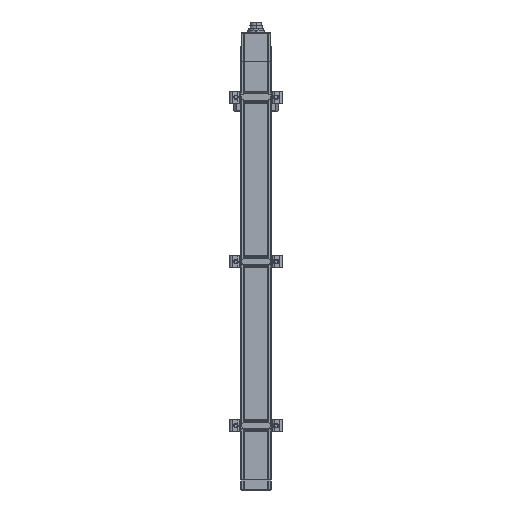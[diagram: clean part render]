
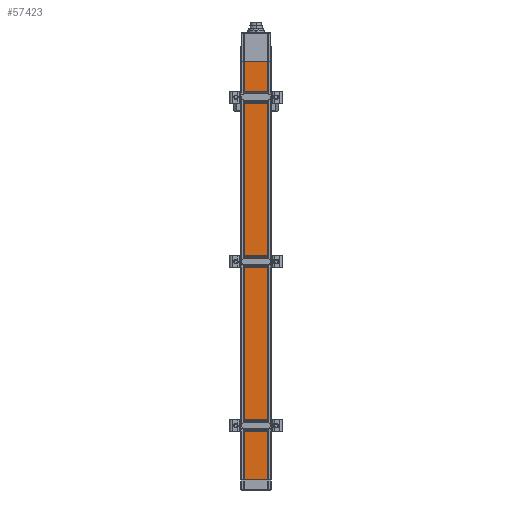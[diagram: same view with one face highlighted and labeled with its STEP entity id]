
A CAD part, front view. The second image highlights one B-rep face of the part: STEP entity #57423.
In plain terms, the highlighted planar face has unit normal (0, -1, 0).
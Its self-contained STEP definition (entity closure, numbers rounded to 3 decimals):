
#11056 = DIRECTION ( 'NONE',  ( 1., 0., 0. ) ) ;
#11057 = DIRECTION ( 'NONE',  ( 0., -1., 0. ) ) ;
#11058 = CARTESIAN_POINT ( 'NONE',  ( 0., 2., -520. ) ) ;
#11059 = AXIS2_PLACEMENT_3D ( 'NONE', #11058, #11057, #11056 ) ;
#11060 = PLANE ( 'NONE',  #11059 ) ;
#11061 = FACE_OUTER_BOUND ( 'NONE', #57424, .T. ) ;
#11086 = DIRECTION ( 'NONE',  ( 0., 0., 1. ) ) ;
#11087 = VECTOR ( 'NONE', #11086, 1000. ) ;
#11088 = CARTESIAN_POINT ( 'NONE',  ( 14.4, 2., -520. ) ) ;
#11089 = LINE ( 'NONE', #11088, #11087 ) ;
#11107 = CARTESIAN_POINT ( 'NONE',  ( 14.4, 2., -520. ) ) ;
#11108 = DIRECTION ( 'NONE',  ( 1., 0., 0. ) ) ;
#11109 = VECTOR ( 'NONE', #11108, 1000. ) ;
#11110 = CARTESIAN_POINT ( 'NONE',  ( 0., 2., -520. ) ) ;
#11111 = LINE ( 'NONE', #11110, #11109 ) ;
#11112 = CARTESIAN_POINT ( 'NONE',  ( -14.4, 2., -520. ) ) ;
#11113 = DIRECTION ( 'NONE',  ( 0., 0., 1. ) ) ;
#11114 = VECTOR ( 'NONE', #11113, 1000. ) ;
#11115 = CARTESIAN_POINT ( 'NONE',  ( -14.4, 2., -520. ) ) ;
#11116 = LINE ( 'NONE', #11115, #11114 ) ;
#11117 = CARTESIAN_POINT ( 'NONE',  ( 14.4, 2., 0. ) ) ;
#11118 = CARTESIAN_POINT ( 'NONE',  ( -14.4, 2., 0. ) ) ;
#11119 = DIRECTION ( 'NONE',  ( 1., 0., 0. ) ) ;
#11120 = VECTOR ( 'NONE', #11119, 1000. ) ;
#11121 = CARTESIAN_POINT ( 'NONE',  ( 0., 2., 0. ) ) ;
#11122 = LINE ( 'NONE', #11121, #11120 ) ;
#57407 = ORIENTED_EDGE ( 'NONE', *, *, #57408, .T. ) ;
#57408 = EDGE_CURVE ( 'NONE', #57435, #57428, #11089, .T. ) ;
#57423 = ADVANCED_FACE ( 'NONE', ( #11061 ), #11060, .T. ) ;
#57424 = EDGE_LOOP ( 'NONE', ( #57425, #57429, #57432, #57407 ) ) ;
#57425 = ORIENTED_EDGE ( 'NONE', *, *, #57426, .F. ) ;
#57426 = EDGE_CURVE ( 'NONE', #57427, #57428, #11122, .T. ) ;
#57427 = VERTEX_POINT ( 'NONE', #11118 ) ;
#57428 = VERTEX_POINT ( 'NONE', #11117 ) ;
#57429 = ORIENTED_EDGE ( 'NONE', *, *, #57430, .F. ) ;
#57430 = EDGE_CURVE ( 'NONE', #57431, #57427, #11116, .T. ) ;
#57431 = VERTEX_POINT ( 'NONE', #11112 ) ;
#57432 = ORIENTED_EDGE ( 'NONE', *, *, #57433, .T. ) ;
#57433 = EDGE_CURVE ( 'NONE', #57431, #57435, #11111, .T. ) ;
#57435 = VERTEX_POINT ( 'NONE', #11107 ) ;
